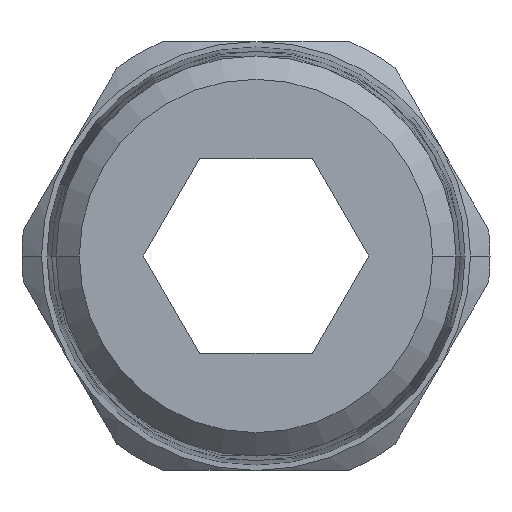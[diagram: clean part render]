
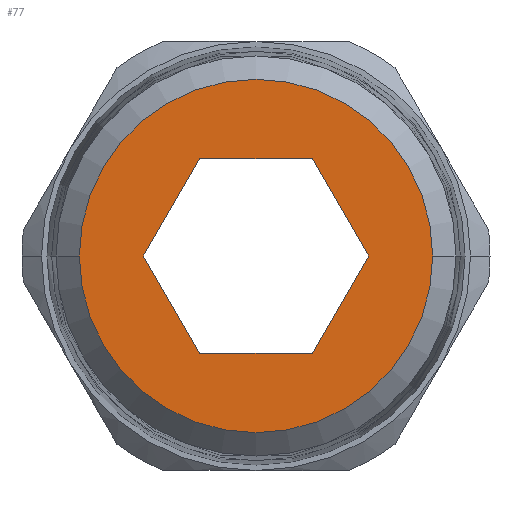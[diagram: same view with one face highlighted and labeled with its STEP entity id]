
A CAD part, front view. The second image highlights one B-rep face of the part: STEP entity #77.
In plain terms, the highlighted planar face has unit normal (0, -1, 0).
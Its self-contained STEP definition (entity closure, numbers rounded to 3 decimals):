
#77=ADVANCED_FACE('',(#184,#185),#186,.T.);
#184=FACE_BOUND('',#339,.T.);
#185=FACE_OUTER_BOUND('',#340,.T.);
#186=PLANE('',#341);
#339=EDGE_LOOP('',(#658,#659,#660,#661,#662,#663));
#340=EDGE_LOOP('',(#664,#665));
#341=AXIS2_PLACEMENT_3D('',#666,#667,#668);
#658=ORIENTED_EDGE('',*,*,#1084,.T.);
#659=ORIENTED_EDGE('',*,*,#1090,.T.);
#660=ORIENTED_EDGE('',*,*,#1087,.T.);
#661=ORIENTED_EDGE('',*,*,#1074,.T.);
#662=ORIENTED_EDGE('',*,*,#1078,.T.);
#663=ORIENTED_EDGE('',*,*,#1081,.T.);
#664=ORIENTED_EDGE('',*,*,#1068,.F.);
#665=ORIENTED_EDGE('',*,*,#1097,.F.);
#666=CARTESIAN_POINT('',(4.53,-16.0,0.0));
#667=DIRECTION('',(-0.0,-1.0,-0.0));
#668=DIRECTION('',(-1.0,0.0,0.0));
#1068=EDGE_CURVE('',#1301,#1304,#1305,.T.);
#1074=EDGE_CURVE('',#1314,#1315,#1316,.T.);
#1078=EDGE_CURVE('',#1315,#1322,#1323,.T.);
#1081=EDGE_CURVE('',#1322,#1327,#1328,.T.);
#1084=EDGE_CURVE('',#1327,#1332,#1333,.T.);
#1087=EDGE_CURVE('',#1337,#1314,#1338,.T.);
#1090=EDGE_CURVE('',#1332,#1337,#1342,.T.);
#1097=EDGE_CURVE('',#1304,#1301,#1351,.T.);
#1301=VERTEX_POINT('',#1653);
#1304=VERTEX_POINT('',#1657);
#1305=CIRCLE('',#1658,9.059);
#1314=VERTEX_POINT('',#1670);
#1315=VERTEX_POINT('',#1671);
#1316=LINE('',#1672,#1673);
#1322=VERTEX_POINT('',#1682);
#1323=LINE('',#1683,#1684);
#1327=VERTEX_POINT('',#1690);
#1328=LINE('',#1691,#1692);
#1332=VERTEX_POINT('',#1698);
#1333=LINE('',#1699,#1700);
#1337=VERTEX_POINT('',#1706);
#1338=LINE('',#1707,#1708);
#1342=LINE('',#1714,#1715);
#1351=CIRCLE('',#1725,9.059);
#1653=CARTESIAN_POINT('',(9.059,-16.0,0.0));
#1657=CARTESIAN_POINT('',(-9.059,-16.0,0.));
#1658=AXIS2_PLACEMENT_3D('',#2207,#2208,#2209);
#1670=CARTESIAN_POINT('',(-2.887,-16.0,-5.0));
#1671=CARTESIAN_POINT('',(-5.774,-16.0,0.));
#1672=CARTESIAN_POINT('',(-3.764,-16.0,-3.481));
#1673=VECTOR('',#2219,1.0);
#1682=CARTESIAN_POINT('',(-2.887,-16.0,5.0));
#1683=CARTESIAN_POINT('',(-3.764,-16.0,3.481));
#1684=VECTOR('',#2223,1.0);
#1690=CARTESIAN_POINT('',(2.887,-16.0,5.0));
#1691=CARTESIAN_POINT('',(2.265,-16.0,5.0));
#1692=VECTOR('',#2226,1.0);
#1698=CARTESIAN_POINT('',(5.774,-16.0,0.));
#1699=CARTESIAN_POINT('',(4.896,-16.0,1.519));
#1700=VECTOR('',#2229,1.0);
#1706=CARTESIAN_POINT('',(2.887,-16.0,-5.0));
#1707=CARTESIAN_POINT('',(2.265,-16.0,-5.0));
#1708=VECTOR('',#2232,1.0);
#1714=CARTESIAN_POINT('',(4.896,-16.0,-1.519));
#1715=VECTOR('',#2235,1.0);
#1725=AXIS2_PLACEMENT_3D('',#2252,#2253,#2254);
#2207=CARTESIAN_POINT('',(0.0,-16.0,0.0));
#2208=DIRECTION('',(-0.0,1.0,0.0));
#2209=DIRECTION('',(1.0,0.0,0.0));
#2219=DIRECTION('',(-0.5,0.0,0.866));
#2223=DIRECTION('',(0.5,-0.0,0.866));
#2226=DIRECTION('',(1.0,-0.0,0.));
#2229=DIRECTION('',(0.5,0.0,-0.866));
#2232=DIRECTION('',(-1.0,0.0,0.0));
#2235=DIRECTION('',(-0.5,0.0,-0.866));
#2252=CARTESIAN_POINT('',(0.0,-16.0,0.0));
#2253=DIRECTION('',(-0.0,1.0,0.0));
#2254=DIRECTION('',(1.0,0.0,0.0));
